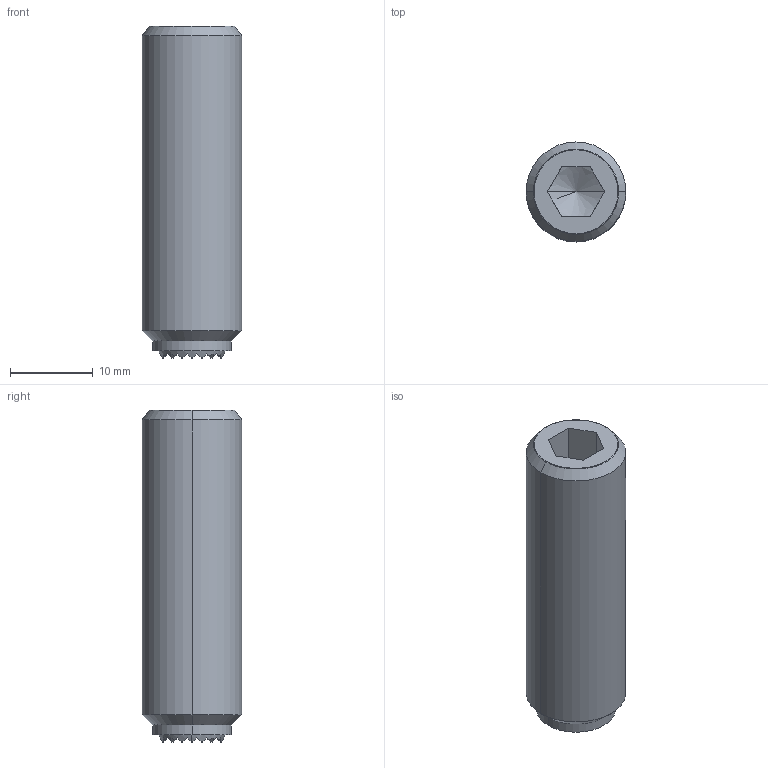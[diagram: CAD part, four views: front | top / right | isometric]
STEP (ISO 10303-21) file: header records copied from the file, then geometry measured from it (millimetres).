
FILE_DESCRIPTION(('STEP AP214'),'1');
FILE_NAME('HALDERN_EH_22700_0726.stp','2018-01-15T15:26:24',('TraceParts'),('TraceParts S.A.'),'Spatial InterOp 3D',' ',' ');
FILE_SCHEMA(('automotive_design'));
Length unit declared in the file: millimetre
Products named in the file (2): HALDERN_EH_22700_0726_1; HALDERN_EH_22700_0726_2
Bounding box: 12 x 12 x 40 mm (x, y, z)
Volume: 4351 mm3; surface area: 2021.5 mm2
Topology: 2 solids, 2 shells, 203 faces, 430 edges, 228 vertices
Faces by surface type: plane 189, cone 8, cylinder 4, sphere 2
Entity records: 6817 total; most frequent: DIRECTION 906, CARTESIAN_POINT 871, ORIENTED_EDGE 852, EDGE_CURVE 426, LINE 344, VECTOR 344, AXIS2_PLACEMENT_3D 281, VERTEX_POINT 228
